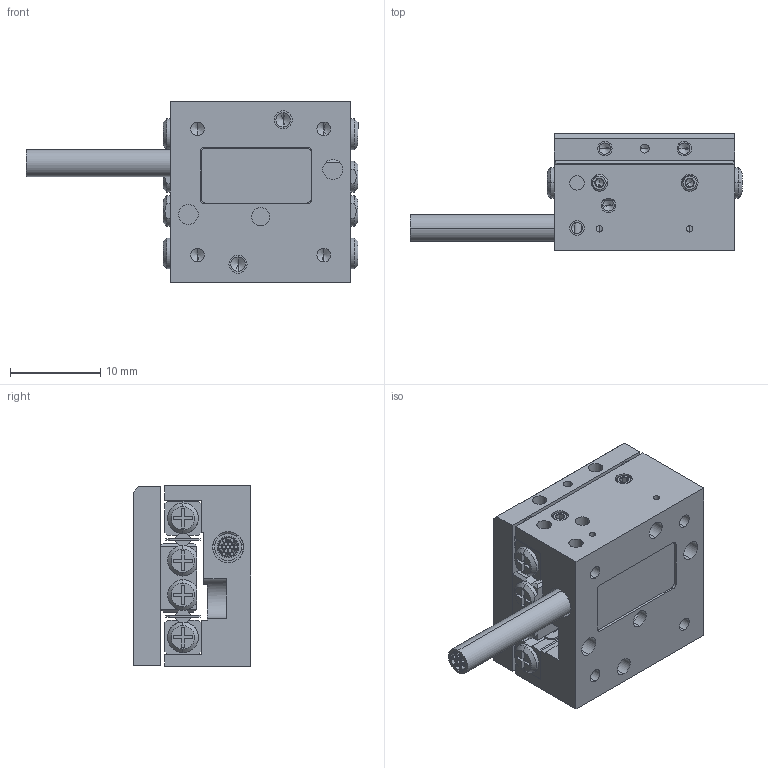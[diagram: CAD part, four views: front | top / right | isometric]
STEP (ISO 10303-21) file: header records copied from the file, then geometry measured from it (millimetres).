
FILE_DESCRIPTION (( 'STEP AP214' ), '1' );
FILE_NAME ('PPS-20-110X0.STEP', '2023-07-18T19:05:42', ( '' ), ( '' ), 'SwSTEP 2.0', 'SolidWorks 2023', '' );
FILE_SCHEMA (( 'AUTOMOTIVE_DESIGN' ));
Length unit declared in the file: millimetre
Products named in the file (12): PPS-20, Base, Master Part_L20, No Ears ; Cooner Black Cable_L20; SCREW, MS-PPH, M-JCIS_M1.6 x 0.35 x 4mm; NB Slide Way SVW 1000 Cage_SVW 1020-6Z Custom; 130160 Bearing, NB, Slide Way, SVW 1000_SVW 1020-6Z Custom (Rigid at Center); NB Slide Way SVW 1000 Center Way_SVW 1020; Set Screw, Cup-H, E-ASME_E1-72 x 1''16; NB Slide Way SVW 1000 Rail_SVW 1020; SCREW, MS-PFH, M-DIN_M2 x 0.4 x 05mm; PPS-20, Carriage, Master Part_20mm; PPS-20-110X0; PPS-20, Back Cover, Master Part
Assembly tree (18 placements, depth 3):
  PPS-20-110X0
    PPS-20, Base, Master Part_L20, No Ears 
    PPS-20, Back Cover, Master Part
    Cooner Black Cable_L20
    PPS-20, Carriage, Master Part_20mm
    SCREW, MS-PFH, M-DIN_M2 x 0.4 x 05mm  x2
    130160 Bearing, NB, Slide Way, SVW 1000_SVW 1020-6Z Custom (Rigid at Center)
      NB Slide Way SVW 1000 Rail_SVW 1020  x2
      NB Slide Way SVW 1000 Center Way_SVW 1020
      NB Slide Way SVW 1000 Cage_SVW 1020-6Z Custom  x2
    Set Screw, Cup-H, E-ASME_E1-72 x 1''16  x2
    SCREW, MS-PPH, M-JCIS_M1.6 x 0.35 x 4mm  x4
Bounding box: 36.8 x 13 x 20 mm (x, y, z)
Volume: 3914.2 mm3; surface area: 6524.2 mm2
Topology: 30 solids, 30 shells, 964 faces, 2410 edges, 1502 vertices
Faces by surface type: plane 464, cylinder 289, cone 163, bspline 24, torus 24
Entity records: 65693 total; most frequent: CARTESIAN_POINT 48701, DIRECTION 3462, ORIENTED_EDGE 3392, EDGE_CURVE 1696, AXIS2_PLACEMENT_3D 1245, VERTEX_POINT 1086, VECTOR 972, LINE 972
